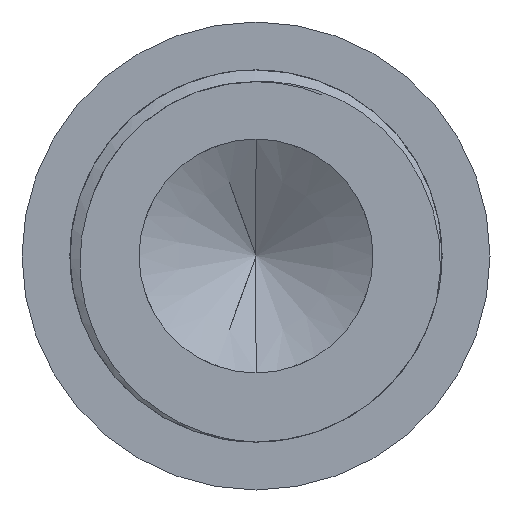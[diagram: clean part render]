
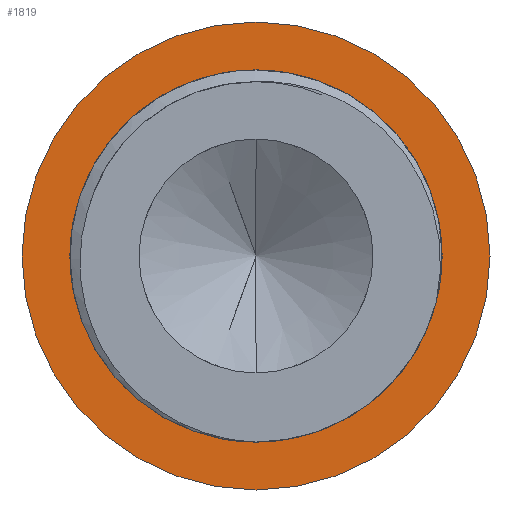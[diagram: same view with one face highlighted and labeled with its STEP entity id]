
A CAD part, front view. The second image highlights one B-rep face of the part: STEP entity #1819.
In plain terms, the highlighted planar face has unit normal (0, -1, 0).
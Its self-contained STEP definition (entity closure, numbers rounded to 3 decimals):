
#130 = VERTEX_POINT ( 'NONE', #224 ) ;
#143 = DIRECTION ( 'NONE',  ( 0., 0., -1. ) ) ;
#144 = DIRECTION ( 'NONE',  ( 0., -1., 0. ) ) ;
#219 = EDGE_CURVE ( 'NONE', #1866, #1953, #3600, .T. ) ;
#224 = CARTESIAN_POINT ( 'NONE',  ( -7.95, 10., 0. ) ) ;
#424 = CARTESIAN_POINT ( 'NONE',  ( 0., 10., -7.95 ) ) ;
#469 = PLANE ( 'NONE',  #2081 ) ;
#516 = ORIENTED_EDGE ( 'NONE', *, *, #219, .T. ) ;
#554 = VERTEX_POINT ( 'NONE', #424 ) ;
#1197 = CARTESIAN_POINT ( 'NONE',  ( 0., 10., 0. ) ) ;
#1240 = ORIENTED_EDGE ( 'NONE', *, *, #2386, .T. ) ;
#1280 = AXIS2_PLACEMENT_3D ( 'NONE', #2538, #1442, #1829 ) ;
#1355 = CIRCLE ( 'NONE', #2299, 10. ) ;
#1395 = FACE_OUTER_BOUND ( 'NONE', #1396, .T. ) ;
#1396 = EDGE_LOOP ( 'NONE', ( #516, #1240 ) ) ;
#1442 = DIRECTION ( 'NONE',  ( 0., -1., 0. ) ) ;
#1489 = CIRCLE ( 'NONE', #2663, 7.95 ) ;
#1515 = EDGE_CURVE ( 'NONE', #130, #554, #1489, .T. ) ;
#1635 = CARTESIAN_POINT ( 'NONE',  ( 7.95, 10., 0. ) ) ;
#1736 = ORIENTED_EDGE ( 'NONE', *, *, #3174, .F. ) ;
#1797 = DIRECTION ( 'NONE',  ( 0., -1., 0. ) ) ;
#1819 = ADVANCED_FACE ( 'NONE', ( #3464, #1395 ), #469, .T. ) ;
#1829 = DIRECTION ( 'NONE',  ( 0., 0., -1. ) ) ;
#1846 = DIRECTION ( 'NONE',  ( 0., -1., 0. ) ) ;
#1866 = VERTEX_POINT ( 'NONE', #3956 ) ;
#1878 = DIRECTION ( 'NONE',  ( 0., 0., -1. ) ) ;
#1927 = AXIS2_PLACEMENT_3D ( 'NONE', #4414, #2375, #3755 ) ;
#1953 = VERTEX_POINT ( 'NONE', #2206 ) ;
#2081 = AXIS2_PLACEMENT_3D ( 'NONE', #2239, #1846, #3231 ) ;
#2151 = AXIS2_PLACEMENT_3D ( 'NONE', #1197, #144, #1878 ) ;
#2200 = EDGE_LOOP ( 'NONE', ( #4108, #1736, #3283, #3704 ) ) ;
#2206 = CARTESIAN_POINT ( 'NONE',  ( 0., 10., 10. ) ) ;
#2219 = CARTESIAN_POINT ( 'NONE',  ( 0., 10., 7.95 ) ) ;
#2239 = CARTESIAN_POINT ( 'NONE',  ( 7.95, 10., 0. ) ) ;
#2299 = AXIS2_PLACEMENT_3D ( 'NONE', #3512, #3580, #143 ) ;
#2375 = DIRECTION ( 'NONE',  ( 0., -1., 0. ) ) ;
#2386 = EDGE_CURVE ( 'NONE', #1953, #1866, #1355, .T. ) ;
#2528 = CARTESIAN_POINT ( 'NONE',  ( 0., 10., 0. ) ) ;
#2538 = CARTESIAN_POINT ( 'NONE',  ( 0., 10., 0. ) ) ;
#2595 = CARTESIAN_POINT ( 'NONE',  ( 0., 10., 0. ) ) ;
#2658 = AXIS2_PLACEMENT_3D ( 'NONE', #2595, #4016, #3994 ) ;
#2663 = AXIS2_PLACEMENT_3D ( 'NONE', #2528, #1797, #3224 ) ;
#2844 = EDGE_CURVE ( 'NONE', #554, #3738, #3595, .T. ) ;
#3174 = EDGE_CURVE ( 'NONE', #3917, #130, #3310, .T. ) ;
#3224 = DIRECTION ( 'NONE',  ( 0., 0., -1. ) ) ;
#3231 = DIRECTION ( 'NONE',  ( 0., 0., -1. ) ) ;
#3283 = ORIENTED_EDGE ( 'NONE', *, *, #3953, .F. ) ;
#3310 = CIRCLE ( 'NONE', #2658, 7.95 ) ;
#3464 = FACE_BOUND ( 'NONE', #2200, .T. ) ;
#3512 = CARTESIAN_POINT ( 'NONE',  ( 0., 10., 0. ) ) ;
#3580 = DIRECTION ( 'NONE',  ( 0., -1., 0. ) ) ;
#3595 = CIRCLE ( 'NONE', #2151, 7.95 ) ;
#3600 = CIRCLE ( 'NONE', #1927, 10. ) ;
#3704 = ORIENTED_EDGE ( 'NONE', *, *, #2844, .F. ) ;
#3738 = VERTEX_POINT ( 'NONE', #1635 ) ;
#3755 = DIRECTION ( 'NONE',  ( 0., 0., -1. ) ) ;
#3917 = VERTEX_POINT ( 'NONE', #2219 ) ;
#3953 = EDGE_CURVE ( 'NONE', #3738, #3917, #4315, .T. ) ;
#3956 = CARTESIAN_POINT ( 'NONE',  ( 0., 10., -10. ) ) ;
#3994 = DIRECTION ( 'NONE',  ( 0., 0., -1. ) ) ;
#4016 = DIRECTION ( 'NONE',  ( 0., -1., 0. ) ) ;
#4108 = ORIENTED_EDGE ( 'NONE', *, *, #1515, .F. ) ;
#4315 = CIRCLE ( 'NONE', #1280, 7.95 ) ;
#4414 = CARTESIAN_POINT ( 'NONE',  ( 0., 10., 0. ) ) ;
